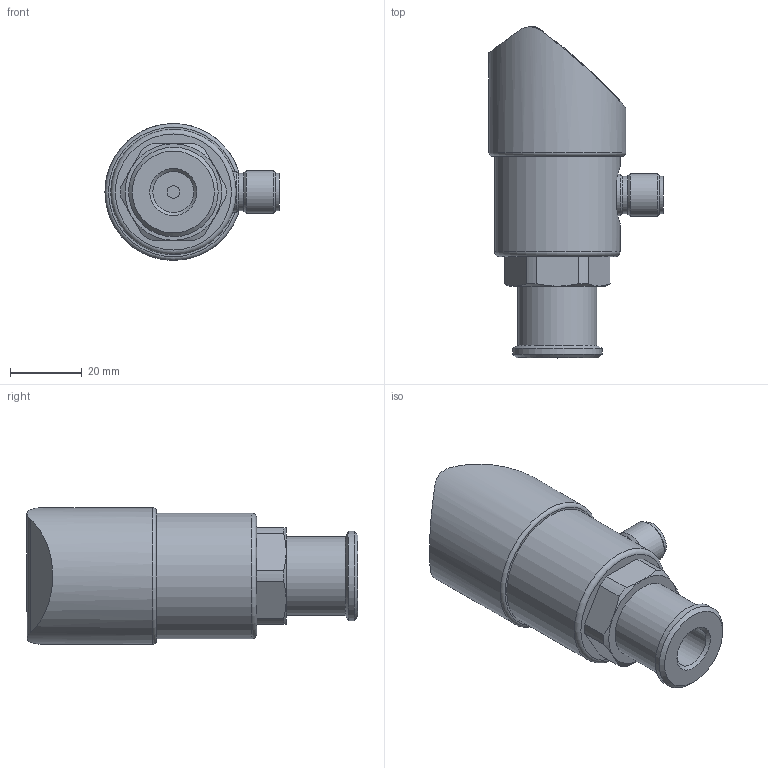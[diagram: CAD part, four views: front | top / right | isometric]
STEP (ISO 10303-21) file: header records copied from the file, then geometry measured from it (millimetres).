
FILE_DESCRIPTION(/* description */ ('STEP AP214'),/* implementation_level */ '2;1');
FILE_NAME(/* name */ '8022741_SPAW-B11R-G14F-2P-M12',/* time_stamp */ '2024-09-15T09:48:51+02:00',/* author */ ('License CC BY-ND 4.0'),/* organization */ ('CADENAS'),/* preprocessor_version */ 'ST-DEVELOPER v19.3',/* originating_system */ 'PARTsolutions',/* authorisation */ ' ');
FILE_SCHEMA (('MODEL_BASED_INTEGRATED_MANUFACTURING_SCHEMA','AUTOMOTIVE_DESIGN {1 0 10303 214 3 1 1}'));
Length unit declared in the file: millimetre
Products named in the file (1): 8022741 SPAW-B11R-G14F-2P-M12
Bounding box: 48.6 x 92.65 x 38.2 mm (x, y, z)
Volume: 72647.8 mm3; surface area: 12493.2 mm2
Topology: 1 solids, 1 shells, 108 faces, 242 edges, 155 vertices
Faces by surface type: cylinder 57, plane 35, cone 13, torus 3
Full cylindrical faces by diameter (mm): 1 x4, 3.5 x1, 4 x2, 8.5 x1, 10.4 x2, 11.445 x1, 11.5 x1, 12 x1, 22 x1, 25 x1, 35 x1, 38.2 x1
Entity records: 3779 total; most frequent: CARTESIAN_POINT 773, DIRECTION 434, ORIENTED_EDGE 430, EDGE_CURVE 215, AXIS2_PLACEMENT_3D 179, VERTEX_POINT 153, EDGE_LOOP 152, FACE_BOUND 152
